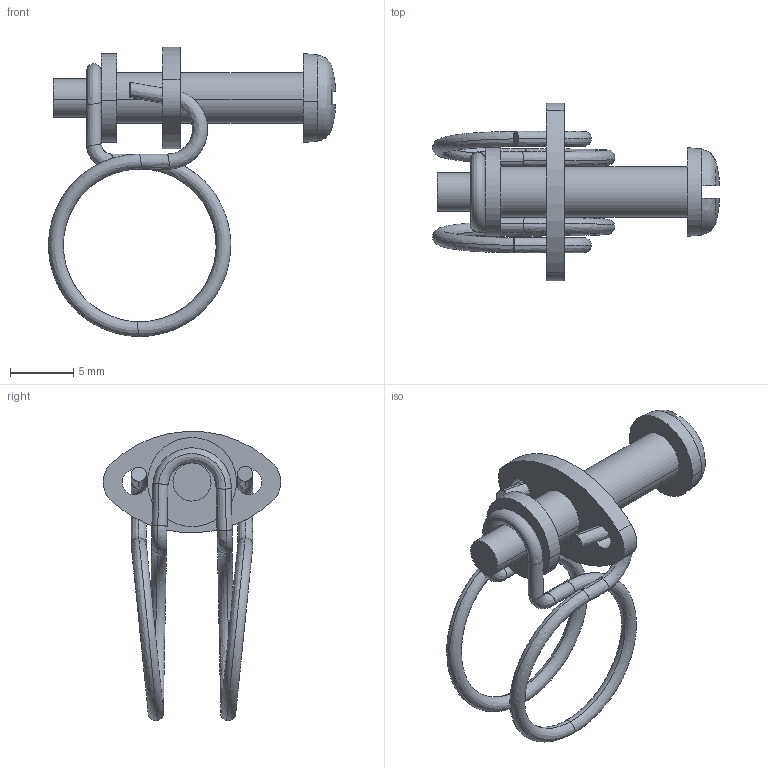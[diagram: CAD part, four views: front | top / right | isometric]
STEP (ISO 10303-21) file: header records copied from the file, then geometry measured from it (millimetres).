
FILE_DESCRIPTION((''),'2;1');
FILE_NAME('','2007-04-03T11:46:27',(''),(''),'','CADfix','');
FILE_SCHEMA(('AUTOMOTIVE_DESIGN { 1 0 10303 214 1 1 1 1 }'));
Length unit declared in the file: millimetre
Bounding box: 22.62 x 14 x 22.78 mm (x, y, z)
Volume: 562.1 mm3; surface area: 1141.5 mm2
Topology: 3 solids, 3 shells, 85 faces, 216 edges, 140 vertices
Faces by surface type: bspline 85
Entity records: 4689 total; most frequent: CARTESIAN_POINT 3367, ORIENTED_EDGE 432, EDGE_CURVE 216, VERTEX_POINT 140, EDGE_LOOP 94, B_SPLINE_CURVE_WITH_KNOTS 94, FACE_OUTER_BOUND 85, ADVANCED_FACE 85
